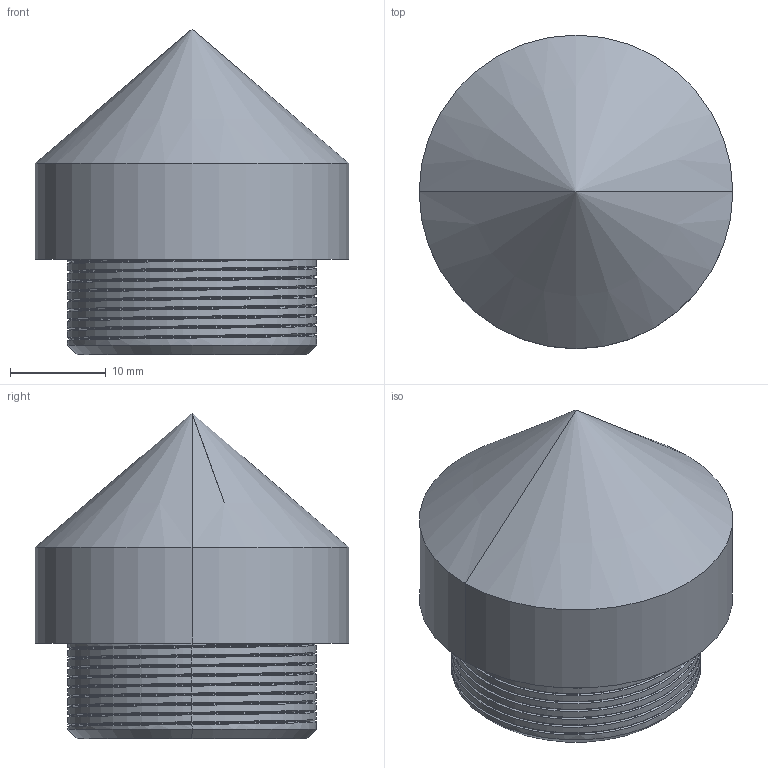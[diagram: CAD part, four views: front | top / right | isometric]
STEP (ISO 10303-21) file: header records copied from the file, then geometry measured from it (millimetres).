
FILE_DESCRIPTION (( 'STEP AP214' ), '1' );
FILE_NAME ('yivli baþ.STEP', '2022-10-04T11:04:35', ( '' ), ( '' ), 'SwSTEP 2.0', 'SolidWorks 2021', '' );
FILE_SCHEMA (( 'AUTOMOTIVE_DESIGN' ));
Length unit declared in the file: millimetre
Products named in the file (1): yivli baþ
Bounding box: 32.75 x 32.75 x 34 mm (x, y, z)
Volume: 13628.8 mm3; surface area: 4710.4 mm2
Topology: 1 solids, 1 shells, 42 faces, 103 edges, 64 vertices
Faces by surface type: cylinder 29, plane 6, cone 4, bspline 3
Entity records: 2702 total; most frequent: CARTESIAN_POINT 1813, ORIENTED_EDGE 202, DIRECTION 157, EDGE_CURVE 101, VERTEX_POINT 64, AXIS2_PLACEMENT_3D 59, EDGE_LOOP 45, ADVANCED_FACE 42
